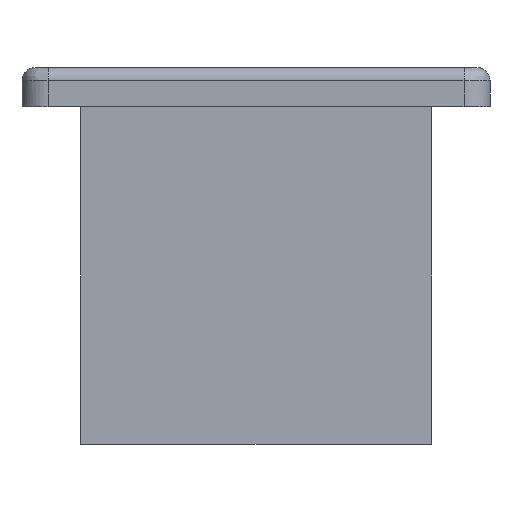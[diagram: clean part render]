
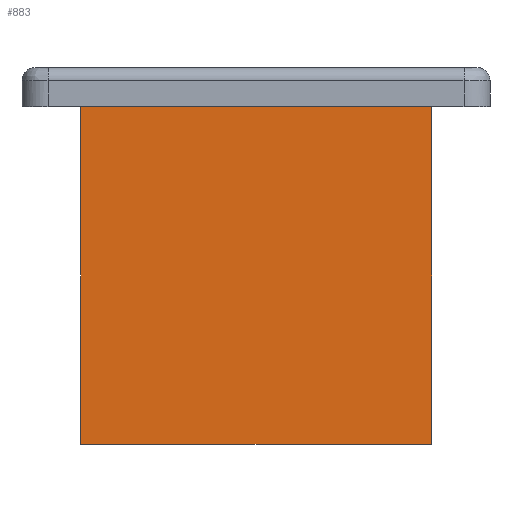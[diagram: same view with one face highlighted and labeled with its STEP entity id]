
A CAD part, front view. The second image highlights one B-rep face of the part: STEP entity #883.
In plain terms, the highlighted free-form (B-spline) face has degree [1, 1] with [2, 2] control points.
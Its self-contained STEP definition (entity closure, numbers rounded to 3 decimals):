
#86 = VERTEX_POINT('',#87);
#87 = CARTESIAN_POINT('',(16.618,-31.389,0.));
#100 = VERTEX_POINT('',#101);
#101 = CARTESIAN_POINT('',(-16.618,-31.389,0.));
#106 = EDGE_CURVE('',#86,#100,#107,.T.);
#107 = B_SPLINE_CURVE_WITH_KNOTS('',1,(#108,#109),.UNSPECIFIED.,.F.,.F.,
  (2,2),(-27.,0.),.PIECEWISE_BEZIER_KNOTS.);
#108 = CARTESIAN_POINT('',(16.618,-31.389,0.));
#109 = CARTESIAN_POINT('',(-16.618,-31.389,0.));
#804 = VERTEX_POINT('',#805);
#805 = CARTESIAN_POINT('',(16.618,-31.389,
    -32.005));
#810 = EDGE_CURVE('',#804,#811,#813,.T.);
#811 = VERTEX_POINT('',#812);
#812 = CARTESIAN_POINT('',(-16.618,-31.389,
    -32.005));
#813 = B_SPLINE_CURVE_WITH_KNOTS('',1,(#814,#815),.UNSPECIFIED.,.F.,.F.,
  (2,2),(-27.,0.),.PIECEWISE_BEZIER_KNOTS.);
#814 = CARTESIAN_POINT('',(16.618,-31.389,
    -32.005));
#815 = CARTESIAN_POINT('',(-16.618,-31.389,
    -32.005));
#868 = EDGE_CURVE('',#804,#86,#869,.T.);
#869 = B_SPLINE_CURVE_WITH_KNOTS('',1,(#870,#871),.UNSPECIFIED.,.F.,.F.,
  (2,2),(0.,26.),.PIECEWISE_BEZIER_KNOTS.);
#870 = CARTESIAN_POINT('',(16.618,-31.389,
    -32.005));
#871 = CARTESIAN_POINT('',(16.618,-31.389,0.));
#883 = ADVANCED_FACE('',(#884),#894,.F.);
#884 = FACE_BOUND('',#885,.T.);
#885 = EDGE_LOOP('',(#886,#887,#892,#893));
#886 = ORIENTED_EDGE('',*,*,#106,.T.);
#887 = ORIENTED_EDGE('',*,*,#888,.F.);
#888 = EDGE_CURVE('',#811,#100,#889,.T.);
#889 = B_SPLINE_CURVE_WITH_KNOTS('',1,(#890,#891),.UNSPECIFIED.,.F.,.F.,
  (2,2),(0.,26.),.PIECEWISE_BEZIER_KNOTS.);
#890 = CARTESIAN_POINT('',(-16.618,-31.389,
    -32.005));
#891 = CARTESIAN_POINT('',(-16.618,-31.389,0.));
#892 = ORIENTED_EDGE('',*,*,#810,.F.);
#893 = ORIENTED_EDGE('',*,*,#868,.T.);
#894 = B_SPLINE_SURFACE_WITH_KNOTS('',1,1,(
    (#895,#896)
    ,(#897,#898
    )),.UNSPECIFIED.,.F.,.F.,.F.,(2,2),(2,2),(0.,26.),(0.,27.),
  .PIECEWISE_BEZIER_KNOTS.);
#895 = CARTESIAN_POINT('',(-16.618,-31.389,
    -32.005));
#896 = CARTESIAN_POINT('',(16.618,-31.389,
    -32.005));
#897 = CARTESIAN_POINT('',(-16.618,-31.389,0.));
#898 = CARTESIAN_POINT('',(16.618,-31.389,0.));
